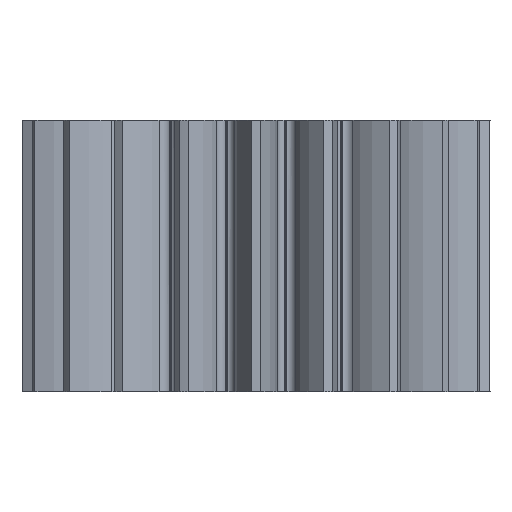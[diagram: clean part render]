
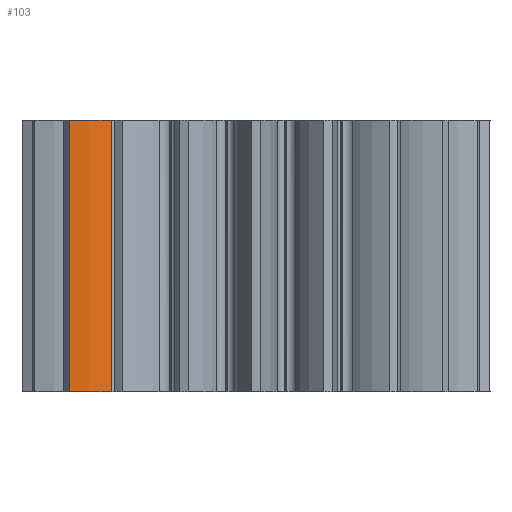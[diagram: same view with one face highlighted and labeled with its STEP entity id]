
A CAD part, front view. The second image highlights one B-rep face of the part: STEP entity #103.
In plain terms, the highlighted free-form (B-spline) face has degree [3, 1] with [14, 2] control points.
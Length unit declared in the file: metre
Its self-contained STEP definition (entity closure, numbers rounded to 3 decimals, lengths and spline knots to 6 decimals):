
#103 = ADVANCED_FACE( '', ( #276 ), #277, .F. );
#276 = FACE_OUTER_BOUND( '', #1294, .T. );
#277 = B_SPLINE_SURFACE_WITH_KNOTS( '', 3, 1, ( ( #1295, #1296 ), ( #1297, #1298 ), ( #1299, #1300 ), ( #1301, #1302 ), ( #1303, #1304 ), ( #1305, #1306 ), ( #1307, #1308 ), ( #1309, #1310 ), ( #1311, #1312 ), ( #1313, #1314 ), ( #1315, #1316 ), ( #1317, #1318 ), ( #1319, #1320 ), ( #1321, #1322 ) ), .UNSPECIFIED., .F., .F., .F., ( 4, 2, 2, 2, 2, 2, 4 ), ( 2, 2 ), ( 0., 0.25, 0.375, 0.5, 0.625, 0.75, 1. ), ( 0., 1. ), .UNSPECIFIED. );
#1294 = EDGE_LOOP( '', ( #4289, #4290, #4291, #4292 ) );
#1295 = CARTESIAN_POINT( '', ( -0.137494, -0.104167, 0.100005 ) );
#1296 = CARTESIAN_POINT( '', ( -0.137494, -0.104167, -0.100005 ) );
#1297 = CARTESIAN_POINT( '', ( -0.13334, -0.104026, 0.100005 ) );
#1298 = CARTESIAN_POINT( '', ( -0.13334, -0.104026, -0.100005 ) );
#1299 = CARTESIAN_POINT( '', ( -0.129566, -0.103636, 0.100005 ) );
#1300 = CARTESIAN_POINT( '', ( -0.129566, -0.103636, -0.100005 ) );
#1301 = CARTESIAN_POINT( '', ( -0.124504, -0.102823, 0.100005 ) );
#1302 = CARTESIAN_POINT( '', ( -0.124504, -0.102823, -0.100005 ) );
#1303 = CARTESIAN_POINT( '', ( -0.122917, -0.102513, 0.100005 ) );
#1304 = CARTESIAN_POINT( '', ( -0.122917, -0.102513, -0.100005 ) );
#1305 = CARTESIAN_POINT( '', ( -0.119944, -0.101842, 0.100005 ) );
#1306 = CARTESIAN_POINT( '', ( -0.119944, -0.101842, -0.100005 ) );
#1307 = CARTESIAN_POINT( '', ( -0.118558, -0.10148, 0.100005 ) );
#1308 = CARTESIAN_POINT( '', ( -0.118558, -0.10148, -0.100005 ) );
#1309 = CARTESIAN_POINT( '', ( -0.115987, -0.100727, 0.100005 ) );
#1310 = CARTESIAN_POINT( '', ( -0.115987, -0.100727, -0.100005 ) );
#1311 = CARTESIAN_POINT( '', ( -0.114802, -0.100337, 0.100005 ) );
#1312 = CARTESIAN_POINT( '', ( -0.114802, -0.100337, -0.100005 ) );
#1313 = CARTESIAN_POINT( '', ( -0.112631, -0.09955, 0.100005 ) );
#1314 = CARTESIAN_POINT( '', ( -0.112631, -0.09955, -0.100005 ) );
#1315 = CARTESIAN_POINT( '', ( -0.111644, -0.099155, 0.100005 ) );
#1316 = CARTESIAN_POINT( '', ( -0.111644, -0.099155, -0.100005 ) );
#1317 = CARTESIAN_POINT( '', ( -0.108976, -0.097994, 0.100005 ) );
#1318 = CARTESIAN_POINT( '', ( -0.108976, -0.097994, -0.100005 ) );
#1319 = CARTESIAN_POINT( '', ( -0.107585, -0.097257, 0.100005 ) );
#1320 = CARTESIAN_POINT( '', ( -0.107585, -0.097257, -0.100005 ) );
#1321 = CARTESIAN_POINT( '', ( -0.106553, -0.096644, 0.100005 ) );
#1322 = CARTESIAN_POINT( '', ( -0.106553, -0.096644, -0.100005 ) );
#4289 = ORIENTED_EDGE( '', *, *, #4997, .T. );
#4290 = ORIENTED_EDGE( '', *, *, #5158, .T. );
#4291 = ORIENTED_EDGE( '', *, *, #5159, .T. );
#4292 = ORIENTED_EDGE( '', *, *, #5160, .F. );
#4997 = EDGE_CURVE( '', #5467, #5465, #5468, .T. );
#5158 = EDGE_CURVE( '', #5465, #5761, #5762, .T. );
#5159 = EDGE_CURVE( '', #5761, #5763, #5764, .T. );
#5160 = EDGE_CURVE( '', #5467, #5763, #5765, .T. );
#5465 = VERTEX_POINT( '', #6665 );
#5467 = VERTEX_POINT( '', #6667 );
#5468 = B_SPLINE_CURVE_WITH_KNOTS( '', 3, ( #6668, #6669, #6670, #6671, #6672, #6673, #6674, #6675, #6676, #6677, #6678, #6679, #6680, #6681 ), .UNSPECIFIED., .F., .F., ( 4, 2, 2, 2, 2, 2, 4 ), ( 0., 0.008035, 0.012052, 0.016069, 0.020086, 0.024104, 0.032138 ), .UNSPECIFIED. );
#5761 = VERTEX_POINT( '', #8416 );
#5762 = LINE( '', #8417, #8418 );
#5763 = VERTEX_POINT( '', #8419 );
#5764 = B_SPLINE_CURVE_WITH_KNOTS( '', 3, ( #8420, #8421, #8422, #8423, #8424, #8425, #8426, #8427, #8428, #8429, #8430, #8431, #8432, #8433 ), .UNSPECIFIED., .F., .F., ( 4, 2, 2, 2, 2, 2, 4 ), ( 0., 0.008019, 0.012028, 0.016037, 0.020047, 0.024056, 0.032075 ), .UNSPECIFIED. );
#5765 = LINE( '', #8434, #8435 );
#6665 = CARTESIAN_POINT( '', ( -0.137494, -0.104167, 0.1 ) );
#6667 = CARTESIAN_POINT( '', ( -0.106553, -0.096644, 0.1 ) );
#6668 = CARTESIAN_POINT( '', ( -0.106553, -0.096644, 0.1 ) );
#6669 = CARTESIAN_POINT( '', ( -0.107585, -0.097257, 0.1 ) );
#6670 = CARTESIAN_POINT( '', ( -0.108976, -0.097994, 0.1 ) );
#6671 = CARTESIAN_POINT( '', ( -0.111644, -0.099155, 0.1 ) );
#6672 = CARTESIAN_POINT( '', ( -0.112631, -0.09955, 0.1 ) );
#6673 = CARTESIAN_POINT( '', ( -0.114802, -0.100337, 0.1 ) );
#6674 = CARTESIAN_POINT( '', ( -0.115987, -0.100727, 0.1 ) );
#6675 = CARTESIAN_POINT( '', ( -0.118558, -0.10148, 0.1 ) );
#6676 = CARTESIAN_POINT( '', ( -0.119944, -0.101842, 0.1 ) );
#6677 = CARTESIAN_POINT( '', ( -0.122917, -0.102513, 0.1 ) );
#6678 = CARTESIAN_POINT( '', ( -0.124504, -0.102823, 0.1 ) );
#6679 = CARTESIAN_POINT( '', ( -0.129566, -0.103636, 0.1 ) );
#6680 = CARTESIAN_POINT( '', ( -0.13334, -0.104026, 0.1 ) );
#6681 = CARTESIAN_POINT( '', ( -0.137494, -0.104167, 0.1 ) );
#8416 = CARTESIAN_POINT( '', ( -0.137494, -0.104167, -0.1 ) );
#8417 = CARTESIAN_POINT( '', ( -0.137494, -0.104167, 0.100005 ) );
#8418 = VECTOR( '', #10143, 1. );
#8419 = CARTESIAN_POINT( '', ( -0.106553, -0.096644, -0.1 ) );
#8420 = CARTESIAN_POINT( '', ( -0.137494, -0.104167, -0.1 ) );
#8421 = CARTESIAN_POINT( '', ( -0.13334, -0.104026, -0.1 ) );
#8422 = CARTESIAN_POINT( '', ( -0.129566, -0.103636, -0.1 ) );
#8423 = CARTESIAN_POINT( '', ( -0.124504, -0.102823, -0.1 ) );
#8424 = CARTESIAN_POINT( '', ( -0.122917, -0.102513, -0.1 ) );
#8425 = CARTESIAN_POINT( '', ( -0.119944, -0.101842, -0.1 ) );
#8426 = CARTESIAN_POINT( '', ( -0.118558, -0.10148, -0.1 ) );
#8427 = CARTESIAN_POINT( '', ( -0.115987, -0.100727, -0.1 ) );
#8428 = CARTESIAN_POINT( '', ( -0.114802, -0.100337, -0.1 ) );
#8429 = CARTESIAN_POINT( '', ( -0.112631, -0.09955, -0.1 ) );
#8430 = CARTESIAN_POINT( '', ( -0.111644, -0.099155, -0.1 ) );
#8431 = CARTESIAN_POINT( '', ( -0.108976, -0.097994, -0.1 ) );
#8432 = CARTESIAN_POINT( '', ( -0.107585, -0.097257, -0.1 ) );
#8433 = CARTESIAN_POINT( '', ( -0.106553, -0.096644, -0.1 ) );
#8434 = CARTESIAN_POINT( '', ( -0.106553, -0.096644, 0.100005 ) );
#8435 = VECTOR( '', #10144, 1. );
#10143 = DIRECTION( '', ( 0., 0., -1. ) );
#10144 = DIRECTION( '', ( 0., 0., -1. ) );
